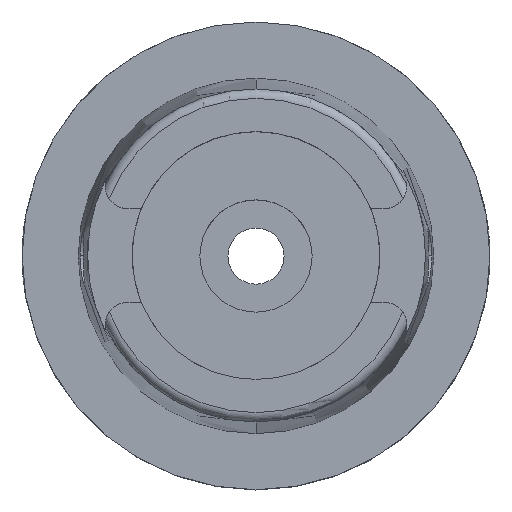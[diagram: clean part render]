
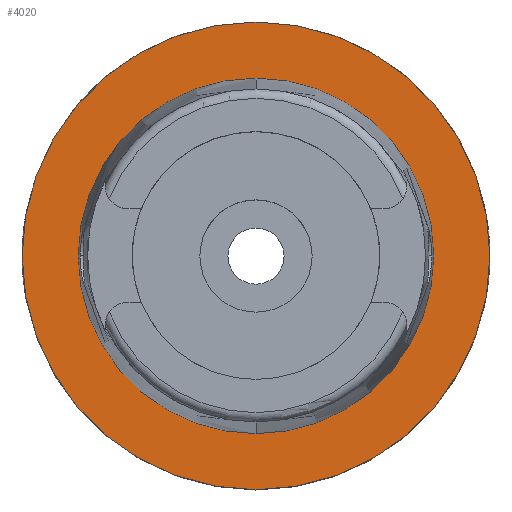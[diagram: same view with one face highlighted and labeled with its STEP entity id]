
A CAD part, top view. The second image highlights one B-rep face of the part: STEP entity #4020.
In plain terms, the highlighted planar face has unit normal (0, 0, 1).
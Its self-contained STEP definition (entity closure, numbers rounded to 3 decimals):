
#1943=CARTESIAN_POINT('',(0.,0.,0.));
#1944=DIRECTION('',(0.,0.,-1.));
#1945=DIRECTION('',(0.,-1.,0.));
#1946=AXIS2_PLACEMENT_3D('',#1943,#1944,#1945);
#1951=CARTESIAN_POINT('',(0.,0.,0.));
#1952=DIRECTION('',(0.,0.,-1.));
#1953=DIRECTION('',(0.,1.,0.));
#1954=AXIS2_PLACEMENT_3D('',#1951,#1952,#1953);
#1959=CARTESIAN_POINT('',(0.,0.,0.));
#1960=DIRECTION('',(0.,0.,1.));
#1961=DIRECTION('',(0.,-1.,0.));
#1962=AXIS2_PLACEMENT_3D('',#1959,#1960,#1961);
#1967=CARTESIAN_POINT('',(0.,0.,0.));
#1968=DIRECTION('',(0.,0.,1.));
#1969=DIRECTION('',(0.,1.,0.));
#1970=AXIS2_PLACEMENT_3D('',#1967,#1968,#1969);
#2320=CARTESIAN_POINT('',(0.,-38.,0.));
#2321=VERTEX_POINT('',#2320);
#2322=CARTESIAN_POINT('',(0.,38.,0.));
#2323=VERTEX_POINT('',#2322);
#2578=CARTESIAN_POINT('',(0.,50.,0.));
#2579=VERTEX_POINT('',#2578);
#2580=CARTESIAN_POINT('',(0.,-50.,0.));
#2581=VERTEX_POINT('',#2580);
#4007=CARTESIAN_POINT('',(0.,0.,0.));
#4008=DIRECTION('',(0.,0.,1.));
#4009=DIRECTION('',(0.,1.,0.));
#4010=AXIS2_PLACEMENT_3D('',#4007,#4008,#4009);
#4011=PLANE('',#4010);
#4012=ORIENTED_EDGE('',*,*,#3772,.T.);
#4013=ORIENTED_EDGE('',*,*,#3881,.T.);
#4014=EDGE_LOOP('',(#4012,#4013));
#4015=FACE_OUTER_BOUND('',#4014,.F.);
#4016=ORIENTED_EDGE('',*,*,#2767,.T.);
#4017=ORIENTED_EDGE('',*,*,#2738,.T.);
#4018=EDGE_LOOP('',(#4016,#4017));
#4019=FACE_BOUND('',#4018,.F.);
#1947=CIRCLE('',#1946,50.);
#1955=CIRCLE('',#1954,50.);
#1963=CIRCLE('',#1962,38.);
#1971=CIRCLE('',#1970,38.);
#2738=EDGE_CURVE('',#2323,#2321,#1971,.T.);
#2767=EDGE_CURVE('',#2321,#2323,#1963,.T.);
#3772=EDGE_CURVE('',#2581,#2579,#1947,.T.);
#3881=EDGE_CURVE('',#2579,#2581,#1955,.T.);
#4020=ADVANCED_FACE('',(#4015,#4019),#4011,.T.);
